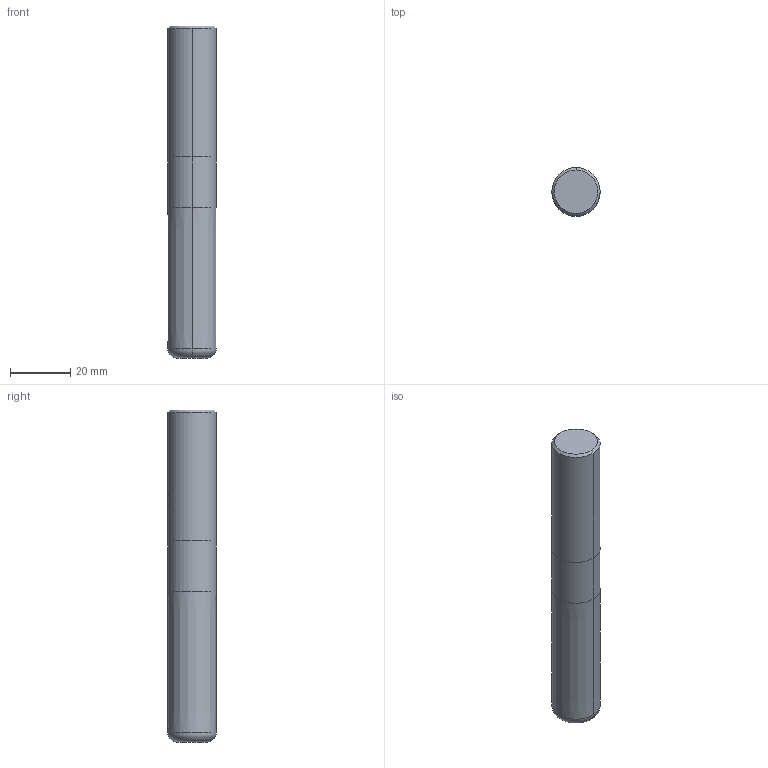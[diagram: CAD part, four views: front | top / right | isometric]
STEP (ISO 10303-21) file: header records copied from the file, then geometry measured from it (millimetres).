
FILE_DESCRIPTION(('no description'),'unknown implementation level');
FILE_NAME('solide2l6E_NLlD6c7GAl8UtIdtwlv1Q_1.STP',' ',('CIM GmbH Aachen'),('CADClick - KiM GmbH - www.kimweb.de'),'unknown preprocess','ACIS','unknown authorization');
FILE_SCHEMA(('automotive_design'));
Length unit declared in the file: millimetre
Products named in the file (2): 1; 2
Bounding box: 16 x 16 x 110 mm (x, y, z)
Volume: 21997.8 mm3; surface area: 8416.8 mm2
Topology: 2 solids, 2 shells, 34 faces, 83 edges, 54 vertices
Faces by surface type: cylinder 15, plane 13, cone 4, torus 2
Entity records: 2291 total; most frequent: CARTESIAN_POINT 456, DIRECTION 182, STYLED_ITEM 173, PRESENTATION_STYLE_ASSIGNMENT 173, COLOUR_RGB 173, ORIENTED_EDGE 166, EDGE_CURVE 83, CURVE_STYLE 83
